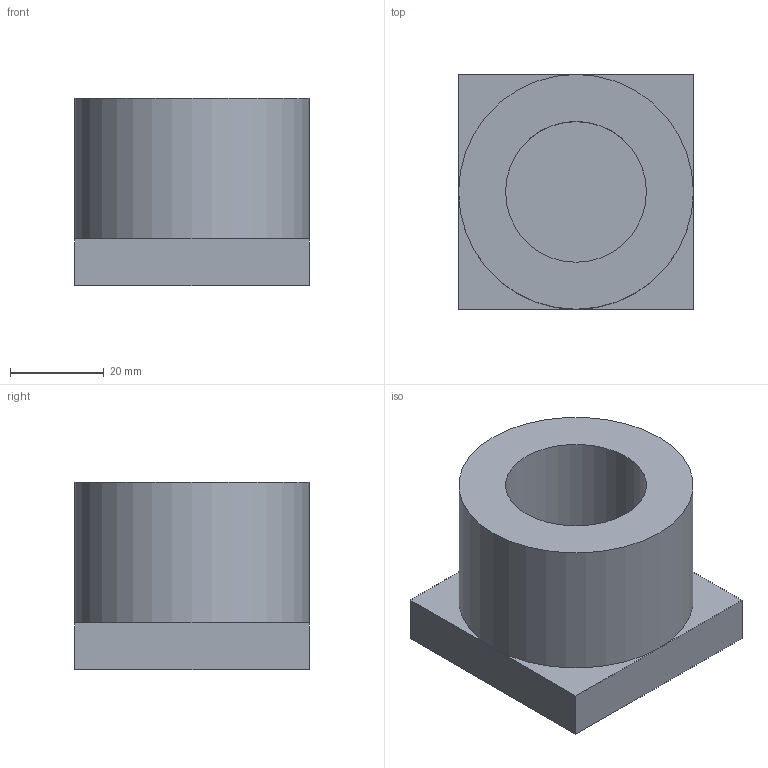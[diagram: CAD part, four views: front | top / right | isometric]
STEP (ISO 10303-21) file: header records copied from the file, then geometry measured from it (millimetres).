
FILE_DESCRIPTION(/* description */ (''),/* implementation_level */ '2;1');
FILE_NAME(/* name */ 'Manipulator Base Type2_ipt_9c4452af.STEP',/* time_stamp */ '2023-06-28T18:24:30+09:00',/* author */ ('fist5'),/* organization */ (''),/* preprocessor_version */ 'ST-DEVELOPER v18.1',/* originating_system */ 'Autodesk Inventor 2021',/* authorisation */ '');
FILE_SCHEMA (('AUTOMOTIVE_DESIGN { 1 0 10303 214 3 1 1 }'));
Length unit declared in the file: millimetre
Products named in the file (1): Manipulator Base Type2
Bounding box: 50 x 50 x 40 mm (x, y, z)
Volume: 62699.1 mm3; surface area: 14539.8 mm2
Topology: 1 solids, 1 shells, 13 faces, 25 edges, 15 vertices
Faces by surface type: plane 11, cylinder 2
Full cylindrical faces by diameter (mm): 30 x1, 50 x1
Entity records: 376 total; most frequent: DIRECTION 60, CARTESIAN_POINT 54, ORIENTED_EDGE 50, EDGE_CURVE 25, AXIS2_PLACEMENT_3D 21, LINE 18, VECTOR 18, VERTEX_POINT 15
